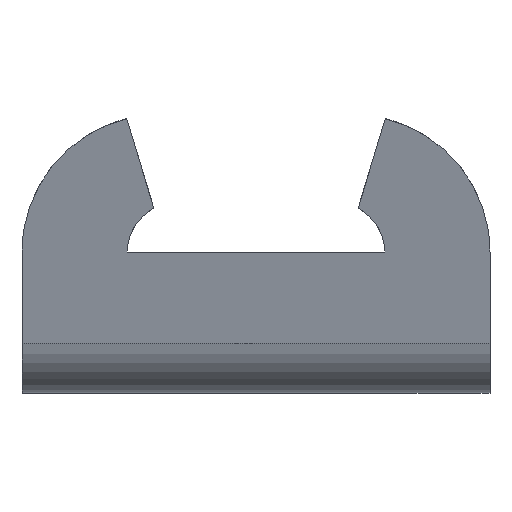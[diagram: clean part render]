
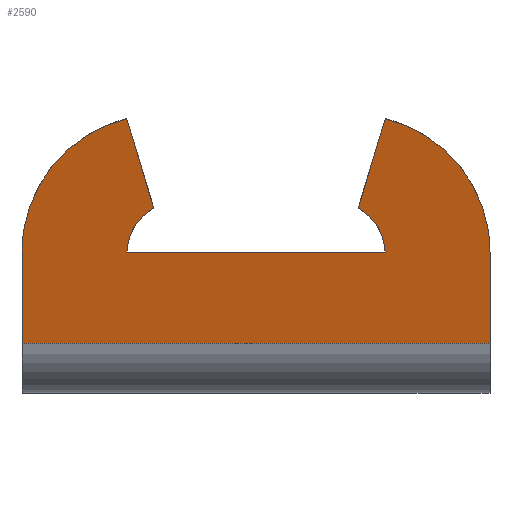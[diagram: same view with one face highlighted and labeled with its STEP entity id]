
A CAD part, front view. The second image highlights one B-rep face of the part: STEP entity #2590.
In plain terms, the highlighted planar face has unit normal (0, -0.971, -0.239).
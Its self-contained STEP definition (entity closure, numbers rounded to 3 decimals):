
#3 = CARTESIAN_POINT ( 'NONE',  ( 41.473, -11.149, 20.725 ) ) ;
#65 = CARTESIAN_POINT ( 'NONE',  ( 55., -10.135, 16.6 ) ) ;
#188 = DIRECTION ( 'NONE',  ( 0., 0.971, 0.239 ) ) ;
#196 = VERTEX_POINT ( 'NONE', #65 ) ;
#244 = CARTESIAN_POINT ( 'NONE',  ( 12.374, -10.135, 16.6 ) ) ;
#260 = EDGE_CURVE ( 'NONE', #2601, #2187, #639, .T. ) ;
#284 = LINE ( 'NONE', #2039, #2400 ) ;
#391 = VECTOR ( 'NONE', #1641, 1000. ) ;
#397 = AXIS2_PLACEMENT_3D ( 'NONE', #2883, #188, #1903 ) ;
#402 = CARTESIAN_POINT ( 'NONE',  ( 36.304, -8.818, 11.24 ) ) ;
#403 = DIRECTION ( 'NONE',  ( -0.283, -0.229, 0.931 ) ) ;
#448 = VERTEX_POINT ( 'NONE', #2340 ) ;
#508 = VERTEX_POINT ( 'NONE', #966 ) ;
#521 = VERTEX_POINT ( 'NONE', #1963 ) ;
#542 = ORIENTED_EDGE ( 'NONE', *, *, #1881, .F. ) ;
#575 =( BOUNDED_CURVE ( )  B_SPLINE_CURVE ( 3, ( #1569, #1379, #1088, #2116 ),
 .UNSPECIFIED., .F., .F. ) 
 B_SPLINE_CURVE_WITH_KNOTS ( ( 4, 4 ),
 ( 1.571, 2.662 ),
 .UNSPECIFIED. ) 
 CURVE ( )  GEOMETRIC_REPRESENTATION_ITEM ( )  RATIONAL_B_SPLINE_CURVE ( ( 1., 0.903, 0.903, 1. ) ) 
 REPRESENTATION_ITEM ( '' )  );
#589 = ORIENTED_EDGE ( 'NONE', *, *, #654, .T. ) ;
#639 = LINE ( 'NONE', #3057, #2536 ) ;
#654 = EDGE_CURVE ( 'NONE', #521, #508, #1238, .T. ) ;
#678 = ORIENTED_EDGE ( 'NONE', *, *, #2051, .F. ) ;
#796 = VECTOR ( 'NONE', #2574, 1000. ) ;
#816 = VERTEX_POINT ( 'NONE', #1831 ) ;
#833 = VERTEX_POINT ( 'NONE', #2845 ) ;
#931 =( BOUNDED_CURVE ( )  B_SPLINE_CURVE ( 3, ( #1926, #1452, #3, #2887 ),
 .UNSPECIFIED., .F., .F. ) 
 B_SPLINE_CURVE_WITH_KNOTS ( ( 4, 4 ),
 ( 1.571, 2.662 ),
 .UNSPECIFIED. ) 
 CURVE ( )  GEOMETRIC_REPRESENTATION_ITEM ( )  RATIONAL_B_SPLINE_CURVE ( ( 1., 0.903, 0.903, 1. ) ) 
 REPRESENTATION_ITEM ( '' )  );
#941 = CARTESIAN_POINT ( 'NONE',  ( 55., -12.039, 24.343 ) ) ;
#966 = CARTESIAN_POINT ( 'NONE',  ( 0., -10.135, 16.6 ) ) ;
#1073 = LINE ( 'NONE', #2551, #2367 ) ;
#1088 = CARTESIAN_POINT ( 'NONE',  ( 13.527, -11.149, 20.725 ) ) ;
#1115 = EDGE_CURVE ( 'NONE', #833, #448, #284, .T. ) ;
#1149 = PLANE ( 'NONE',  #397 ) ;
#1170 = CARTESIAN_POINT ( 'NONE',  ( 39.5, -11.402, 21.752 ) ) ;
#1238 =( BOUNDED_CURVE ( )  B_SPLINE_CURVE ( 3, ( #2258, #3005, #1814, #1784 ),
 .UNSPECIFIED., .F., .T. ) 
 B_SPLINE_CURVE_WITH_KNOTS ( ( 4, 4 ),
 ( 3.382, 4.712 ),
 .UNSPECIFIED. ) 
 CURVE ( )  GEOMETRIC_REPRESENTATION_ITEM ( )  RATIONAL_B_SPLINE_CURVE ( ( 1., 0.858, 0.858, 1. ) ) 
 REPRESENTATION_ITEM ( '' )  );
#1287 = EDGE_CURVE ( 'NONE', #2187, #1421, #575, .T. ) ;
#1288 = ORIENTED_EDGE ( 'NONE', *, *, #1287, .T. ) ;
#1309 = ORIENTED_EDGE ( 'NONE', *, *, #1115, .F. ) ;
#1379 = CARTESIAN_POINT ( 'NONE',  ( 12.374, -10.682, 18.824 ) ) ;
#1421 = VERTEX_POINT ( 'NONE', #1717 ) ;
#1451 = EDGE_LOOP ( 'NONE', ( #2815, #1309, #542, #3120, #678, #1744, #1637, #1288, #1858, #589 ) ) ;
#1452 = CARTESIAN_POINT ( 'NONE',  ( 42.626, -10.682, 18.824 ) ) ;
#1569 = CARTESIAN_POINT ( 'NONE',  ( 12.374, -10.135, 16.6 ) ) ;
#1625 = CARTESIAN_POINT ( 'NONE',  ( 55., -10.135, 16.6 ) ) ;
#1637 = ORIENTED_EDGE ( 'NONE', *, *, #260, .T. ) ;
#1641 = DIRECTION ( 'NONE',  ( 0.283, -0.229, 0.931 ) ) ;
#1657 = FACE_OUTER_BOUND ( 'NONE', #1451, .T. ) ;
#1717 = CARTESIAN_POINT ( 'NONE',  ( 15.5, -11.402, 21.752 ) ) ;
#1744 = ORIENTED_EDGE ( 'NONE', *, *, #1812, .F. ) ;
#1784 = CARTESIAN_POINT ( 'NONE',  ( 0., -10.135, 16.6 ) ) ;
#1812 = EDGE_CURVE ( 'NONE', #2601, #2345, #931, .T. ) ;
#1814 = CARTESIAN_POINT ( 'NONE',  ( 0., -12.039, 24.343 ) ) ;
#1831 = CARTESIAN_POINT ( 'NONE',  ( 42.7, -13.989, 32.277 ) ) ;
#1858 = ORIENTED_EDGE ( 'NONE', *, *, #2631, .T. ) ;
#1872 = CARTESIAN_POINT ( 'NONE',  ( 23.107, -5.252, -3.265 ) ) ;
#1881 = EDGE_CURVE ( 'NONE', #196, #833, #1073, .T. ) ;
#1888 = LINE ( 'NONE', #402, #391 ) ;
#1903 = DIRECTION ( 'NONE',  ( 0., -0.239, 0.971 ) ) ;
#1926 = CARTESIAN_POINT ( 'NONE',  ( 42.626, -10.135, 16.6 ) ) ;
#1963 = CARTESIAN_POINT ( 'NONE',  ( 12.3, -13.989, 32.277 ) ) ;
#2006 = DIRECTION ( 'NONE',  ( 0., 0.239, -0.971 ) ) ;
#2027 = EDGE_CURVE ( 'NONE', #508, #448, #2594, .T. ) ;
#2039 = CARTESIAN_POINT ( 'NONE',  ( 55., -7.5, 5.88 ) ) ;
#2051 = EDGE_CURVE ( 'NONE', #2345, #816, #1888, .T. ) ;
#2078 = CARTESIAN_POINT ( 'NONE',  ( 0., -7.5, 5.88 ) ) ;
#2116 = CARTESIAN_POINT ( 'NONE',  ( 15.5, -11.402, 21.752 ) ) ;
#2161 = CARTESIAN_POINT ( 'NONE',  ( 50.22, -13.536, 30.434 ) ) ;
#2187 = VERTEX_POINT ( 'NONE', #244 ) ;
#2233 =( BOUNDED_CURVE ( )  B_SPLINE_CURVE ( 3, ( #2402, #2161, #941, #1625 ),
 .UNSPECIFIED., .F., .F. ) 
 B_SPLINE_CURVE_WITH_KNOTS ( ( 4, 4 ),
 ( 3.382, 4.712 ),
 .UNSPECIFIED. ) 
 CURVE ( )  GEOMETRIC_REPRESENTATION_ITEM ( )  RATIONAL_B_SPLINE_CURVE ( ( 1., 0.858, 0.858, 1. ) ) 
 REPRESENTATION_ITEM ( '' )  );
#2238 = DIRECTION ( 'NONE',  ( -1., 0., 0. ) ) ;
#2258 = CARTESIAN_POINT ( 'NONE',  ( 12.3, -13.989, 32.277 ) ) ;
#2340 = CARTESIAN_POINT ( 'NONE',  ( 0., -7.5, 5.88 ) ) ;
#2345 = VERTEX_POINT ( 'NONE', #1170 ) ;
#2367 = VECTOR ( 'NONE', #2006, 1000. ) ;
#2372 = LINE ( 'NONE', #1872, #2386 ) ;
#2386 = VECTOR ( 'NONE', #403, 1000. ) ;
#2400 = VECTOR ( 'NONE', #2238, 1000. ) ;
#2402 = CARTESIAN_POINT ( 'NONE',  ( 42.7, -13.989, 32.277 ) ) ;
#2536 = VECTOR ( 'NONE', #2810, 1000. ) ;
#2551 = CARTESIAN_POINT ( 'NONE',  ( 55., -7.5, 5.88 ) ) ;
#2574 = DIRECTION ( 'NONE',  ( 0., 0.239, -0.971 ) ) ;
#2590 = ADVANCED_FACE ( 'NONE', ( #1657 ), #1149, .F. ) ;
#2594 = LINE ( 'NONE', #2078, #796 ) ;
#2601 = VERTEX_POINT ( 'NONE', #2864 ) ;
#2631 = EDGE_CURVE ( 'NONE', #1421, #521, #2372, .T. ) ;
#2633 = EDGE_CURVE ( 'NONE', #816, #196, #2233, .T. ) ;
#2810 = DIRECTION ( 'NONE',  ( -1., 0., 0. ) ) ;
#2815 = ORIENTED_EDGE ( 'NONE', *, *, #2027, .T. ) ;
#2845 = CARTESIAN_POINT ( 'NONE',  ( 55., -7.5, 5.88 ) ) ;
#2864 = CARTESIAN_POINT ( 'NONE',  ( 42.626, -10.135, 16.6 ) ) ;
#2883 = CARTESIAN_POINT ( 'NONE',  ( 55., -7.5, 5.88 ) ) ;
#2887 = CARTESIAN_POINT ( 'NONE',  ( 39.5, -11.402, 21.752 ) ) ;
#3005 = CARTESIAN_POINT ( 'NONE',  ( 4.78, -13.536, 30.434 ) ) ;
#3057 = CARTESIAN_POINT ( 'NONE',  ( 55., -10.135, 16.6 ) ) ;
#3120 = ORIENTED_EDGE ( 'NONE', *, *, #2633, .F. ) ;
